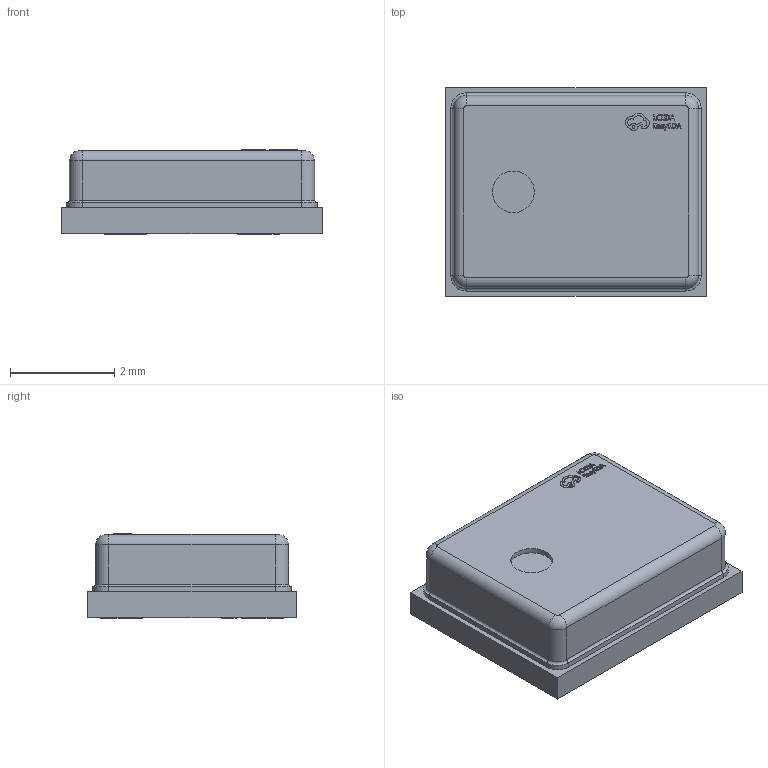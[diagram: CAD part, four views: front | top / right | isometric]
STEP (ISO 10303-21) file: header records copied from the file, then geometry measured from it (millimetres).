
FILE_DESCRIPTION (( 'STEP AP214' ), '1' );
FILE_NAME ('SENSOR-SMD_AGS10.STEP', '2022-09-25T01:22:11', ( '' ), ( '' ), 'SwSTEP 2.0', 'SolidWorks 2017', '' );
FILE_SCHEMA (( 'AUTOMOTIVE_DESIGN' ));
Length unit declared in the file: millimetre
Products named in the file (1): SENSOR-SMD_AGS10
Bounding box: 5 x 4 x 1.61 mm (x, y, z)
Volume: 29 mm3; surface area: 65.6 mm2
Topology: 1 solids, 1 shells, 290 faces, 762 edges, 500 vertices
Faces by surface type: plane 166, bspline 98, cylinder 18, torus 8
Entity records: 12594 total; most frequent: CARTESIAN_POINT 2863, ORIENTED_EDGE 1524, DIRECTION 988, EDGE_CURVE 762, LINE 522, VECTOR 522, VERTEX_POINT 500, EDGE_LOOP 316
